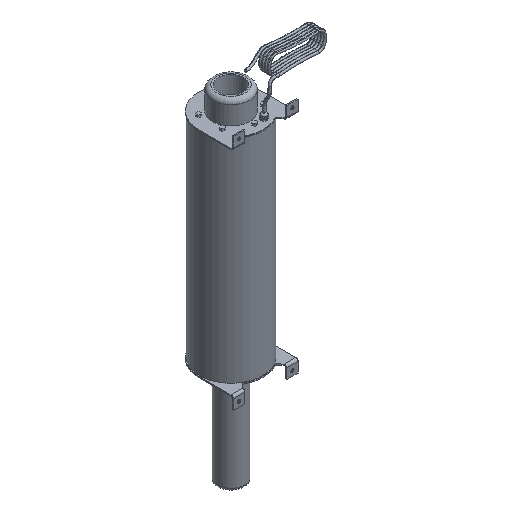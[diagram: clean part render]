
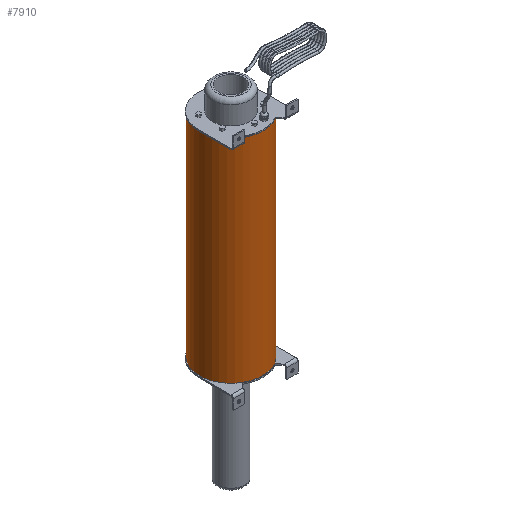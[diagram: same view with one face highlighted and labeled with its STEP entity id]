
A CAD part, isometric view. The second image highlights one B-rep face of the part: STEP entity #7910.
In plain terms, the highlighted cylindrical face has radius 112 mm (diameter 224 mm), a full revolution.
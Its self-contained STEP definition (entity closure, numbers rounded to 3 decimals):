
#129=FACE_BOUND('',#1376,.T.);
#130=FACE_BOUND('',#1377,.T.);
#178=CIRCLE('',#8229,112.);
#179=CIRCLE('',#8231,112.);
#226=CIRCLE('',#8417,112.);
#227=CIRCLE('',#8418,112.);
#886=FACE_OUTER_BOUND('',#1375,.T.);
#1375=EDGE_LOOP('',(#6306));
#1376=EDGE_LOOP('',(#6307));
#1377=EDGE_LOOP('',(#6308,#6309,#6310,#6311,#6312,#6313,#6314,#6315));
#1791=B_SPLINE_CURVE_WITH_KNOTS('',3,(#12309,#12310,#12311,#12312,#12313,
#12314,#12315,#12316,#12317,#12318),.UNSPECIFIED.,.F.,.F.,(4,2,2,2,4),(1.139,
1.428,1.717,2.001,2.286),
 .UNSPECIFIED.);
#1792=B_SPLINE_CURVE_WITH_KNOTS('',3,(#12327,#12328,#12329,#12330,#12331,
#12332,#12333,#12334,#12335,#12336),.UNSPECIFIED.,.F.,.F.,(4,2,2,2,4),(2.286,
2.568,2.851,3.142,3.432),
 .UNSPECIFIED.);
#1793=B_SPLINE_CURVE_WITH_KNOTS('',3,(#12347,#12348,#12349,#12350,#12351,
#12352,#12353,#12354,#12355,#12356),.UNSPECIFIED.,.F.,.F.,(4,2,2,2,4),(0.,
0.285,0.571,0.862,1.154),
 .UNSPECIFIED.);
#1794=B_SPLINE_CURVE_WITH_KNOTS('',3,(#12363,#12364,#12365,#12366,#12367,
#12368,#12369,#12370,#12371,#12372),.UNSPECIFIED.,.F.,.F.,(4,2,2,2,4),(-1.154,
-0.859,-0.565,-0.282,0.),
 .UNSPECIFIED.);
#2154=LINE('',#12323,#2783);
#2159=LINE('',#12360,#2788);
#2783=VECTOR('',#8893,105.);
#2788=VECTOR('',#8912,105.);
#3465=VERTEX_POINT('',#12306);
#3466=VERTEX_POINT('',#12308);
#3467=VERTEX_POINT('',#12321);
#3468=VERTEX_POINT('',#12325);
#3469=VERTEX_POINT('',#12338);
#3470=VERTEX_POINT('',#12342);
#3471=VERTEX_POINT('',#12346);
#3472=VERTEX_POINT('',#12359);
#3695=VERTEX_POINT('',#14071);
#3696=VERTEX_POINT('',#14073);
#4298=EDGE_CURVE('',#3466,#3465,#1791,.T.);
#4301=EDGE_CURVE('',#3465,#3467,#2154,.T.);
#4303=EDGE_CURVE('',#3467,#3468,#1792,.T.);
#4305=EDGE_CURVE('',#3468,#3469,#178,.T.);
#4306=EDGE_CURVE('',#3470,#3466,#179,.T.);
#4308=EDGE_CURVE('',#3471,#3470,#1793,.T.);
#4310=EDGE_CURVE('',#3472,#3471,#2159,.T.);
#4312=EDGE_CURVE('',#3469,#3472,#1794,.T.);
#4646=EDGE_CURVE('',#3695,#3695,#226,.T.);
#4647=EDGE_CURVE('',#3696,#3696,#227,.T.);
#6306=ORIENTED_EDGE('',*,*,#4646,.F.);
#6307=ORIENTED_EDGE('',*,*,#4647,.F.);
#6308=ORIENTED_EDGE('',*,*,#4298,.T.);
#6309=ORIENTED_EDGE('',*,*,#4301,.T.);
#6310=ORIENTED_EDGE('',*,*,#4303,.T.);
#6311=ORIENTED_EDGE('',*,*,#4305,.T.);
#6312=ORIENTED_EDGE('',*,*,#4312,.T.);
#6313=ORIENTED_EDGE('',*,*,#4310,.T.);
#6314=ORIENTED_EDGE('',*,*,#4308,.T.);
#6315=ORIENTED_EDGE('',*,*,#4306,.T.);
#7658=CYLINDRICAL_SURFACE('',#8416,112.);
#7910=ADVANCED_FACE('',(#886,#129,#130),#7658,.T.);
#8229=AXIS2_PLACEMENT_3D('',#12340,#8900,#8901);
#8231=AXIS2_PLACEMENT_3D('',#12343,#8904,#8905);
#8416=AXIS2_PLACEMENT_3D('',#14070,#9463,#9464);
#8417=AXIS2_PLACEMENT_3D('',#14072,#9465,#9466);
#8418=AXIS2_PLACEMENT_3D('',#14074,#9467,#9468);
#8893=DIRECTION('',(0.,0.,1.));
#8900=DIRECTION('center_axis',(0.,0.,
1.));
#8901=DIRECTION('ref_axis',(1.,0.,0.));
#8904=DIRECTION('center_axis',(0.,0.,
-1.));
#8905=DIRECTION('ref_axis',(1.,0.,0.));
#8912=DIRECTION('',(0.,0.,-1.));
#9463=DIRECTION('center_axis',(0.,0.,-1.));
#9464=DIRECTION('ref_axis',(1.,0.,0.));
#9465=DIRECTION('center_axis',(0.,0.,1.));
#9466=DIRECTION('ref_axis',(1.,0.,0.));
#9467=DIRECTION('center_axis',(0.,0.,-1.));
#9468=DIRECTION('ref_axis',(1.,0.,0.));
#12306=CARTESIAN_POINT('',(30.592,107.741,-311.522));
#12308=CARTESIAN_POINT('',(23.092,109.594,-319.022));
#12309=CARTESIAN_POINT('Ctrl Pts',(23.092,109.594,-319.022));
#12310=CARTESIAN_POINT('Ctrl Pts',(24.034,109.395,-319.022));
#12311=CARTESIAN_POINT('Ctrl Pts',(25.036,109.17,-318.834));
#12312=CARTESIAN_POINT('Ctrl Pts',(26.883,108.73,-318.07));
#12313=CARTESIAN_POINT('Ctrl Pts',(27.727,108.516,-317.494));
#12314=CARTESIAN_POINT('Ctrl Pts',(29.055,108.168,-316.165));
#12315=CARTESIAN_POINT('Ctrl Pts',(29.632,108.01,-315.327));
#12316=CARTESIAN_POINT('Ctrl Pts',(30.401,107.796,-313.479));
#12317=CARTESIAN_POINT('Ctrl Pts',(30.592,107.741,-312.471));
#12318=CARTESIAN_POINT('Ctrl Pts',(30.592,107.741,-311.522));
#12321=CARTESIAN_POINT('',(30.592,107.741,-206.522));
#12323=CARTESIAN_POINT('',(30.592,107.741,0.));
#12325=CARTESIAN_POINT('',(23.092,109.594,-199.022));
#12327=CARTESIAN_POINT('Ctrl Pts',(30.592,107.741,-206.522));
#12328=CARTESIAN_POINT('Ctrl Pts',(30.592,107.741,-205.58));
#12329=CARTESIAN_POINT('Ctrl Pts',(30.404,107.795,-204.579));
#12330=CARTESIAN_POINT('Ctrl Pts',(29.646,108.006,-202.742));
#12331=CARTESIAN_POINT('Ctrl Pts',(29.077,108.162,-201.907));
#12332=CARTESIAN_POINT('Ctrl Pts',(27.755,108.509,-200.571));
#12333=CARTESIAN_POINT('Ctrl Pts',(26.908,108.724,-199.987));
#12334=CARTESIAN_POINT('Ctrl Pts',(25.05,109.167,-199.212));
#12335=CARTESIAN_POINT('Ctrl Pts',(24.041,109.394,-199.022));
#12336=CARTESIAN_POINT('Ctrl Pts',(23.092,109.594,-199.022));
#12338=CARTESIAN_POINT('',(-27.908,108.467,-199.022));
#12340=CARTESIAN_POINT('Origin',(0.,0.,-199.022));
#12342=CARTESIAN_POINT('',(-27.908,108.467,-319.022));
#12343=CARTESIAN_POINT('Origin',(0.,0.,-319.022));
#12346=CARTESIAN_POINT('',(-35.408,106.256,-311.522));
#12347=CARTESIAN_POINT('Ctrl Pts',(-35.408,106.256,-311.522));
#12348=CARTESIAN_POINT('Ctrl Pts',(-35.408,106.256,-312.473));
#12349=CARTESIAN_POINT('Ctrl Pts',(-35.215,106.32,-313.484));
#12350=CARTESIAN_POINT('Ctrl Pts',(-34.446,106.572,-315.331));
#12351=CARTESIAN_POINT('Ctrl Pts',(-33.868,106.759,-316.168));
#12352=CARTESIAN_POINT('Ctrl Pts',(-32.541,107.171,-317.496));
#12353=CARTESIAN_POINT('Ctrl Pts',(-31.696,107.426,-318.071));
#12354=CARTESIAN_POINT('Ctrl Pts',(-29.85,107.953,-318.835));
#12355=CARTESIAN_POINT('Ctrl Pts',(-28.848,108.225,-319.022));
#12356=CARTESIAN_POINT('Ctrl Pts',(-27.908,108.467,-319.022));
#12359=CARTESIAN_POINT('',(-35.408,106.256,-206.522));
#12360=CARTESIAN_POINT('',(-35.408,106.256,0.));
#12363=CARTESIAN_POINT('Ctrl Pts',(-27.908,108.467,-199.022));
#12364=CARTESIAN_POINT('Ctrl Pts',(-28.858,108.223,-199.022));
#12365=CARTESIAN_POINT('Ctrl Pts',(-29.87,107.948,-199.213));
#12366=CARTESIAN_POINT('Ctrl Pts',(-31.731,107.415,-199.991));
#12367=CARTESIAN_POINT('Ctrl Pts',(-32.581,107.159,-200.578));
#12368=CARTESIAN_POINT('Ctrl Pts',(-33.899,106.749,-201.917));
#12369=CARTESIAN_POINT('Ctrl Pts',(-34.465,106.566,-202.749));
#12370=CARTESIAN_POINT('Ctrl Pts',(-35.22,106.319,-204.58));
#12371=CARTESIAN_POINT('Ctrl Pts',(-35.408,106.256,-205.58));
#12372=CARTESIAN_POINT('Ctrl Pts',(-35.408,106.256,-206.522));
#14070=CARTESIAN_POINT('Origin',(0.,0.,0.));
#14071=CARTESIAN_POINT('',(-112.,0.,0.));
#14072=CARTESIAN_POINT('Origin',(0.,0.,0.));
#14073=CARTESIAN_POINT('',(-112.,0.,-750.));
#14074=CARTESIAN_POINT('Origin',(0.,0.,-750.));
